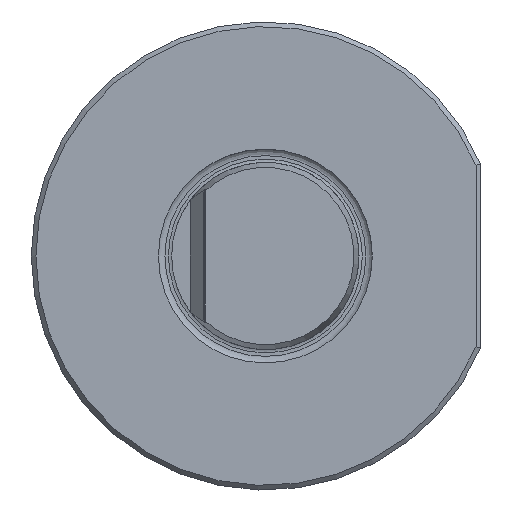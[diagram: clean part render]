
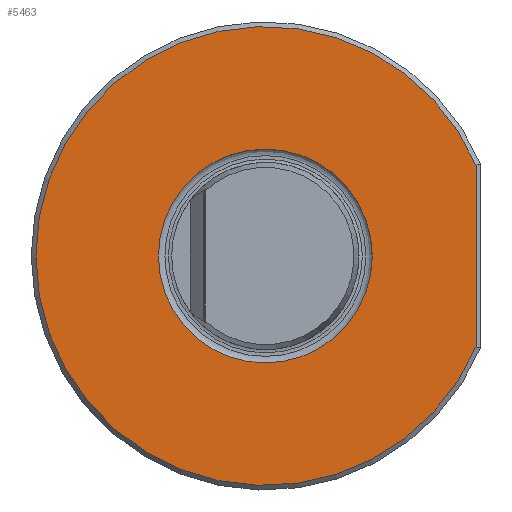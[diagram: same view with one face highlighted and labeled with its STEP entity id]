
A CAD part, front view. The second image highlights one B-rep face of the part: STEP entity #5463.
In plain terms, the highlighted planar face has unit normal (0, -1, 0).
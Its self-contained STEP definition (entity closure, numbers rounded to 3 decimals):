
#14 = AXIS2_PLACEMENT_3D ( 'NONE', #5903, #3965, #10867 ) ;
#146 = LINE ( 'NONE', #4868, #1546 ) ;
#721 = EDGE_CURVE ( 'NONE', #10192, #10651, #8577, .T. ) ;
#1546 = VECTOR ( 'NONE', #12783, 1000. ) ;
#1908 = FACE_OUTER_BOUND ( 'NONE', #5854, .T. ) ;
#3469 = CARTESIAN_POINT ( 'NONE',  ( 22.5, 0., 9.695 ) ) ;
#3575 = EDGE_LOOP ( 'NONE', ( #9816 ) ) ;
#3965 = DIRECTION ( 'NONE',  ( 0., -1., 0. ) ) ;
#3967 = CARTESIAN_POINT ( 'NONE',  ( 22.5, 0., -9.695 ) ) ;
#4186 = CARTESIAN_POINT ( 'NONE',  ( 0., 0., 0. ) ) ;
#4824 = EDGE_CURVE ( 'NONE', #7267, #7267, #8937, .T. ) ;
#4868 = CARTESIAN_POINT ( 'NONE',  ( 22.5, 0., 8.441 ) ) ;
#4930 = PLANE ( 'NONE',  #14 ) ;
#5062 = AXIS2_PLACEMENT_3D ( 'NONE', #4186, #5082, #12866 ) ;
#5082 = DIRECTION ( 'NONE',  ( 0., -1., 0. ) ) ;
#5202 = CARTESIAN_POINT ( 'NONE',  ( 11.419, 0., 0. ) ) ;
#5463 = ADVANCED_FACE ( 'Defeature completata1_9', ( #1908, #11982 ), #4930, .T. ) ;
#5854 = EDGE_LOOP ( 'NONE', ( #6471, #6707 ) ) ;
#5903 = CARTESIAN_POINT ( 'NONE',  ( -11.55, 0., 0. ) ) ;
#6297 = EDGE_CURVE ( 'NONE', #10651, #10192, #146, .T. ) ;
#6471 = ORIENTED_EDGE ( 'NONE', *, *, #721, .T. ) ;
#6707 = ORIENTED_EDGE ( 'NONE', *, *, #6297, .T. ) ;
#7267 = VERTEX_POINT ( 'NONE', #5202 ) ;
#8577 = CIRCLE ( 'NONE', #5062, 24.5 ) ;
#8610 = DIRECTION ( 'NONE',  ( 0., -1., 0. ) ) ;
#8937 = CIRCLE ( 'NONE', #9570, 11.419 ) ;
#9516 = CARTESIAN_POINT ( 'NONE',  ( 0., 0., 0. ) ) ;
#9570 = AXIS2_PLACEMENT_3D ( 'NONE', #9516, #8610, #12449 ) ;
#9816 = ORIENTED_EDGE ( 'NONE', *, *, #4824, .F. ) ;
#10192 = VERTEX_POINT ( 'NONE', #3469 ) ;
#10651 = VERTEX_POINT ( 'NONE', #3967 ) ;
#10867 = DIRECTION ( 'NONE',  ( 1., 0., 0. ) ) ;
#11982 = FACE_BOUND ( 'NONE', #3575, .T. ) ;
#12449 = DIRECTION ( 'NONE',  ( 1., 0., 0. ) ) ;
#12783 = DIRECTION ( 'NONE',  ( 0., 0., 1. ) ) ;
#12866 = DIRECTION ( 'NONE',  ( 1., 0., 0. ) ) ;
